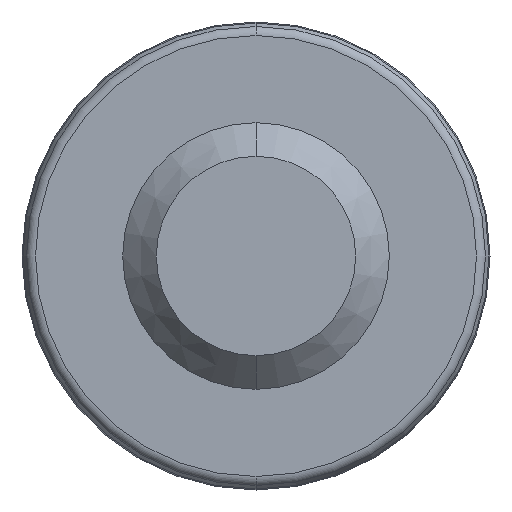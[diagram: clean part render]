
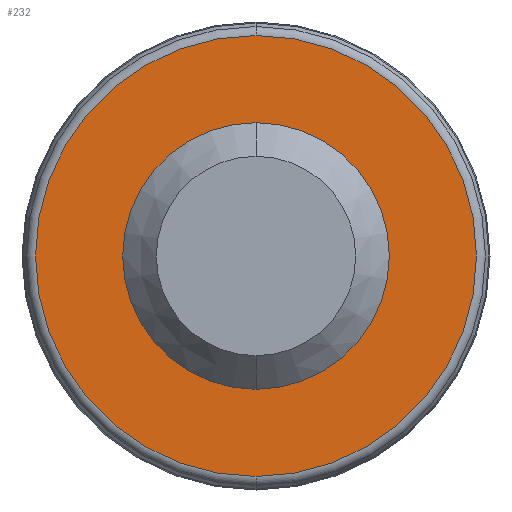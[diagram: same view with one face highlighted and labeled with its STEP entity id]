
A CAD part, front view. The second image highlights one B-rep face of the part: STEP entity #232.
In plain terms, the highlighted planar face has unit normal (0, -1, 0).
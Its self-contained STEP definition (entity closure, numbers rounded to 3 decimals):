
#2 = CARTESIAN_POINT ( 'NONE',  ( 0., -4.5, 0. ) ) ;
#17 = DIRECTION ( 'NONE',  ( 0., 0., 1. ) ) ;
#34 = VERTEX_POINT ( 'NONE', #111 ) ;
#71 = DIRECTION ( 'NONE',  ( 0., -1., 0. ) ) ;
#80 = VERTEX_POINT ( 'NONE', #222 ) ;
#111 = CARTESIAN_POINT ( 'NONE',  ( 0., -4.5, 6.565 ) ) ;
#153 = AXIS2_PLACEMENT_3D ( 'NONE', #447, #550, #390 ) ;
#181 = ORIENTED_EDGE ( 'NONE', *, *, #581, .T. ) ;
#191 = EDGE_CURVE ( 'NONE', #80, #493, #425, .T. ) ;
#205 = AXIS2_PLACEMENT_3D ( 'NONE', #2, #681, #622 ) ;
#222 = CARTESIAN_POINT ( 'NONE',  ( 0., -4.5, -3.969 ) ) ;
#232 = ADVANCED_FACE ( 'NONE', ( #318, #598 ), #466, .F. ) ;
#233 = CARTESIAN_POINT ( 'NONE',  ( 0., -4.5, 0. ) ) ;
#285 = CIRCLE ( 'NONE', #411, 6.565 ) ;
#318 = FACE_BOUND ( 'NONE', #456, .T. ) ;
#336 = CARTESIAN_POINT ( 'NONE',  ( 0., -4.5, 3.969 ) ) ;
#341 = DIRECTION ( 'NONE',  ( 0., -1., 0. ) ) ;
#352 = EDGE_LOOP ( 'NONE', ( #452, #181 ) ) ;
#365 = CIRCLE ( 'NONE', #153, 3.969 ) ;
#366 = DIRECTION ( 'NONE',  ( 0., 1., 0. ) ) ;
#379 = AXIS2_PLACEMENT_3D ( 'NONE', #233, #341, #17 ) ;
#389 = VERTEX_POINT ( 'NONE', #546 ) ;
#390 = DIRECTION ( 'NONE',  ( 0., 0., 1. ) ) ;
#396 = CARTESIAN_POINT ( 'NONE',  ( 0., -4.5, 0. ) ) ;
#402 = DIRECTION ( 'NONE',  ( 0., 0., 1. ) ) ;
#411 = AXIS2_PLACEMENT_3D ( 'NONE', #396, #71, #402 ) ;
#425 = CIRCLE ( 'NONE', #205, 3.969 ) ;
#447 = CARTESIAN_POINT ( 'NONE',  ( 0., -4.5, 0. ) ) ;
#452 = ORIENTED_EDGE ( 'NONE', *, *, #625, .T. ) ;
#456 = EDGE_LOOP ( 'NONE', ( #481, #594 ) ) ;
#466 = PLANE ( 'NONE',  #529 ) ;
#481 = ORIENTED_EDGE ( 'NONE', *, *, #500, .F. ) ;
#493 = VERTEX_POINT ( 'NONE', #336 ) ;
#500 = EDGE_CURVE ( 'NONE', #493, #80, #365, .T. ) ;
#519 = CARTESIAN_POINT ( 'NONE',  ( -6.75, -4.5, 0. ) ) ;
#529 = AXIS2_PLACEMENT_3D ( 'NONE', #519, #366, #689 ) ;
#546 = CARTESIAN_POINT ( 'NONE',  ( 0., -4.5, -6.565 ) ) ;
#550 = DIRECTION ( 'NONE',  ( 0., -1., 0. ) ) ;
#581 = EDGE_CURVE ( 'NONE', #389, #34, #285, .T. ) ;
#594 = ORIENTED_EDGE ( 'NONE', *, *, #191, .F. ) ;
#598 = FACE_OUTER_BOUND ( 'NONE', #352, .T. ) ;
#601 = CIRCLE ( 'NONE', #379, 6.565 ) ;
#622 = DIRECTION ( 'NONE',  ( 0., 0., 1. ) ) ;
#625 = EDGE_CURVE ( 'NONE', #34, #389, #601, .T. ) ;
#681 = DIRECTION ( 'NONE',  ( 0., -1., 0. ) ) ;
#689 = DIRECTION ( 'NONE',  ( 1., 0., 0. ) ) ;
